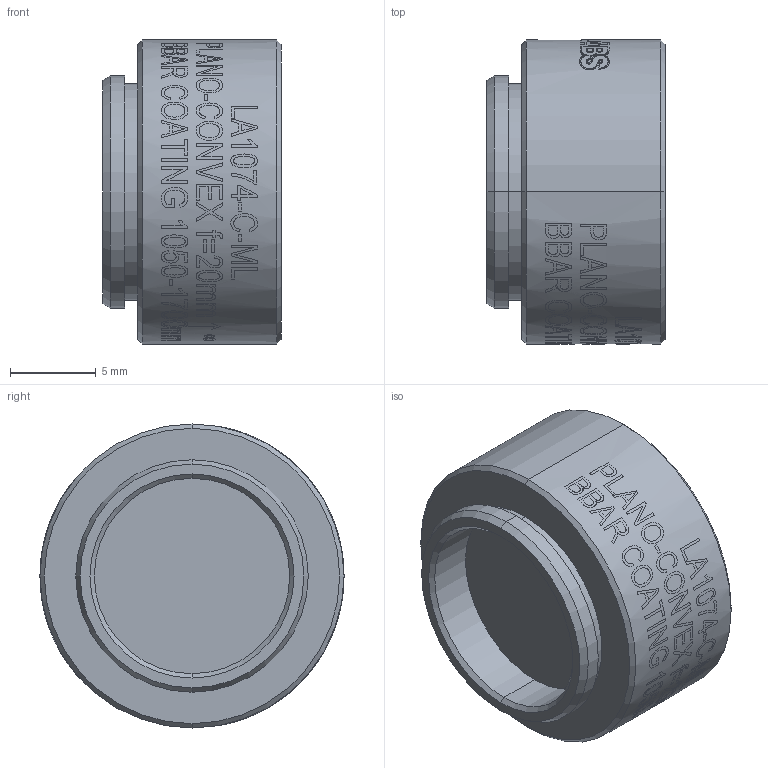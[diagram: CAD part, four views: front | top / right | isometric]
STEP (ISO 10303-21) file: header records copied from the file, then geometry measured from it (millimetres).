
FILE_DESCRIPTION (( 'STEP AP203' ), '1' );
FILE_NAME ('24393-E0W.STEP', '2017-10-25T21:00:21', ( 'admin' ), ( '' ), 'SwSTEP 2.0', 'SolidWorks 2016', '' );
FILE_SCHEMA (( 'CONFIG_CONTROL_DESIGN' ));
Length unit declared in the file: inch
Products named in the file (1): 24393-E0W
Bounding box: 10.41 x 17.78 x 17.78 mm (x, y, z)
Volume: 1398.5 mm3; surface area: 1852.6 mm2
Topology: 3 solids, 3 shells, 282 faces, 1109 edges, 927 vertices
Faces by surface type: cylinder 109, plane 94, bspline 58, cone 19, sphere 2
Entity records: 18130 total; most frequent: CARTESIAN_POINT 9100, ORIENTED_EDGE 2218, DIRECTION 1403, EDGE_CURVE 1109, VERTEX_POINT 927, AXIS2_PLACEMENT_3D 525, B_SPLINE_CURVE_WITH_KNOTS 431, EDGE_LOOP 380
